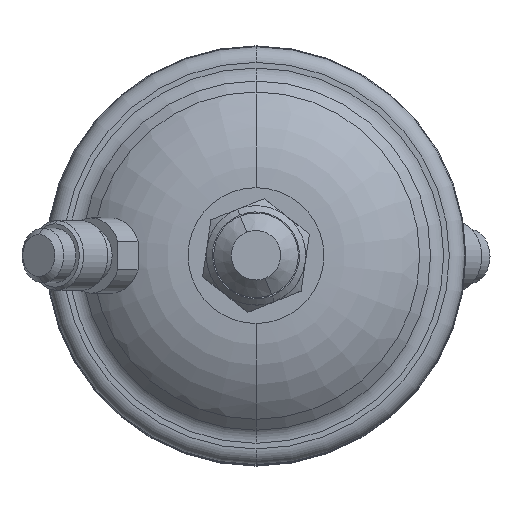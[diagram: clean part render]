
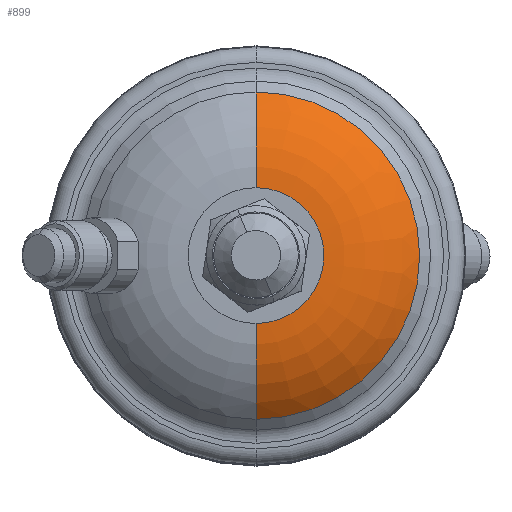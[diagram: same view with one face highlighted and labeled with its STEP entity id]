
A CAD part, top view. The second image highlights one B-rep face of the part: STEP entity #899.
In plain terms, the highlighted toroidal (fillet/blend) face has major radius 10.84 mm and minor radius 22 mm.
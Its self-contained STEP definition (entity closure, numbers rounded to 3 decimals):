
#174 = CARTESIAN_POINT ( 'NONE',  ( 0., -26.123, 32.825 ) ) ;
#303 = EDGE_CURVE ( 'NONE', #1577, #3191, #1009, .T. ) ;
#416 = ORIENTED_EDGE ( 'NONE', *, *, #2374, .F. ) ;
#579 = AXIS2_PLACEMENT_3D ( 'NONE', #2003, #2022, #3742 ) ;
#605 = ORIENTED_EDGE ( 'NONE', *, *, #1762, .T. ) ;
#824 = DIRECTION ( 'NONE',  ( 0., -1., 0. ) ) ;
#899 = ADVANCED_FACE ( 'NONE', ( #3186 ), #4259, .T. ) ;
#1009 = CIRCLE ( 'NONE', #579, 10.84 ) ;
#1068 = VERTEX_POINT ( 'NONE', #2361 ) ;
#1073 = CARTESIAN_POINT ( 'NONE',  ( 0., 10.84, 39. ) ) ;
#1251 = DIRECTION ( 'NONE',  ( 0., 1., 0. ) ) ;
#1474 = CARTESIAN_POINT ( 'NONE',  ( 0., 0., 17. ) ) ;
#1573 = DIRECTION ( 'NONE',  ( 0., -1., 0. ) ) ;
#1577 = VERTEX_POINT ( 'NONE', #1073 ) ;
#1593 = CARTESIAN_POINT ( 'NONE',  ( 0., 0., 32.825 ) ) ;
#1607 = CARTESIAN_POINT ( 'NONE',  ( 0., -10.84, 17. ) ) ;
#1762 = EDGE_CURVE ( 'NONE', #3191, #4033, #2982, .T. ) ;
#1965 = EDGE_LOOP ( 'NONE', ( #2251, #2888, #605, #416 ) ) ;
#2003 = CARTESIAN_POINT ( 'NONE',  ( 0., 0., 39. ) ) ;
#2022 = DIRECTION ( 'NONE',  ( 0., 0., -1. ) ) ;
#2165 = CARTESIAN_POINT ( 'NONE',  ( 0., 10.84, 17. ) ) ;
#2251 = ORIENTED_EDGE ( 'NONE', *, *, #3050, .F. ) ;
#2361 = CARTESIAN_POINT ( 'NONE',  ( 0., 26.123, 32.825 ) ) ;
#2374 = EDGE_CURVE ( 'NONE', #1068, #4033, #3529, .T. ) ;
#2384 = AXIS2_PLACEMENT_3D ( 'NONE', #1593, #3608, #1573 ) ;
#2634 = CIRCLE ( 'NONE', #3777, 22. ) ;
#2766 = AXIS2_PLACEMENT_3D ( 'NONE', #1607, #3011, #1251 ) ;
#2831 = DIRECTION ( 'NONE',  ( 0., 0., -1. ) ) ;
#2888 = ORIENTED_EDGE ( 'NONE', *, *, #303, .T. ) ;
#2982 = CIRCLE ( 'NONE', #2766, 22. ) ;
#3007 = CARTESIAN_POINT ( 'NONE',  ( 0., -10.84, 39. ) ) ;
#3011 = DIRECTION ( 'NONE',  ( 1., 0., 0. ) ) ;
#3050 = EDGE_CURVE ( 'NONE', #1577, #1068, #2634, .T. ) ;
#3186 = FACE_OUTER_BOUND ( 'NONE', #1965, .T. ) ;
#3191 = VERTEX_POINT ( 'NONE', #3007 ) ;
#3529 = CIRCLE ( 'NONE', #2384, 26.123 ) ;
#3608 = DIRECTION ( 'NONE',  ( 0., 0., -1. ) ) ;
#3742 = DIRECTION ( 'NONE',  ( 0., -1., 0. ) ) ;
#3777 = AXIS2_PLACEMENT_3D ( 'NONE', #2165, #3993, #4222 ) ;
#3993 = DIRECTION ( 'NONE',  ( -1., 0., 0. ) ) ;
#4033 = VERTEX_POINT ( 'NONE', #174 ) ;
#4042 = AXIS2_PLACEMENT_3D ( 'NONE', #1474, #2831, #824 ) ;
#4222 = DIRECTION ( 'NONE',  ( 0., -1., 0. ) ) ;
#4259 = TOROIDAL_SURFACE ( 'NONE', #4042, 10.84, 22. ) ;
